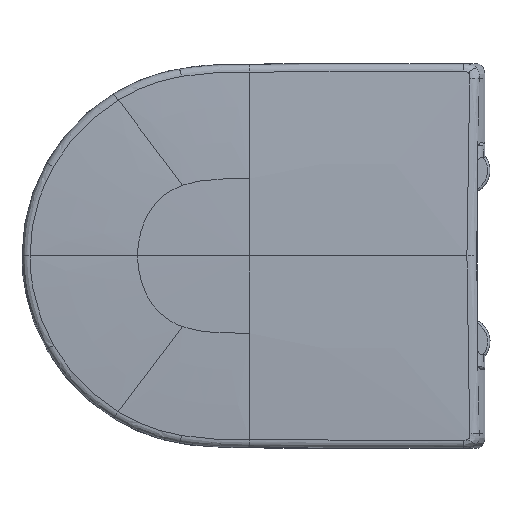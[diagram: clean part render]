
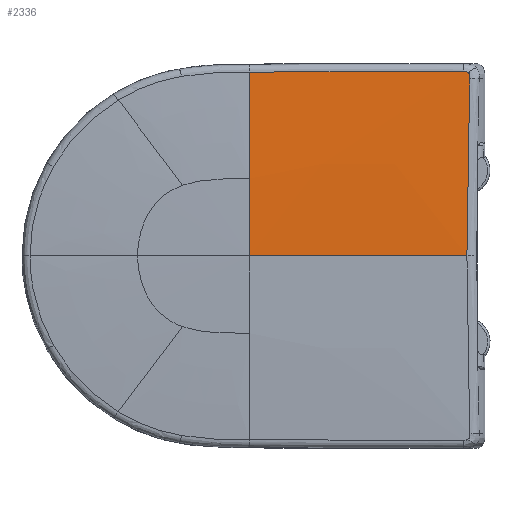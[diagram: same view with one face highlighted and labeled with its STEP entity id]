
A CAD part, top view. The second image highlights one B-rep face of the part: STEP entity #2336.
In plain terms, the highlighted free-form (B-spline) face has degree [3, 2] with [4, 3] control points.
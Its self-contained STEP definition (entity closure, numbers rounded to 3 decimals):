
#416=B_SPLINE_SURFACE_WITH_KNOTS('',3,2,((#34996,#34997,#34998),(#34999,
#35000,#35001),(#35002,#35003,#35004),(#35005,#35006,#35007)),
 .UNSPECIFIED.,.F.,.F.,.F.,(4,4),(3,3),(0.,1.),(0.,1.),.UNSPECIFIED.);
#1154=FACE_OUTER_BOUND('',#2960,.T.);
#1692=(
BOUNDED_CURVE()
B_SPLINE_CURVE(2,(#30640,#30641,#30642),.UNSPECIFIED.,.F.,.F.)
B_SPLINE_CURVE_WITH_KNOTS((3,3),(0.,1.),.UNSPECIFIED.)
CURVE()
GEOMETRIC_REPRESENTATION_ITEM()
RATIONAL_B_SPLINE_CURVE((1.,1.,1.))
REPRESENTATION_ITEM('')
);
#1738=(
BOUNDED_CURVE()
B_SPLINE_CURVE(3,(#34008,#34009,#34010,#34011,#34012,#34013,#34014,#34015,
#34016,#34017,#34018,#34019,#34020,#34021,#34022,#34023,#34024,#34025,#34026,
#34027),.UNSPECIFIED.,.F.,.F.)
B_SPLINE_CURVE_WITH_KNOTS((4,1,2,1,3,3,3,3,4),(0.,0.191,0.212,
0.215,0.242,0.485,0.727,
0.99,1.),.UNSPECIFIED.)
CURVE()
GEOMETRIC_REPRESENTATION_ITEM()
RATIONAL_B_SPLINE_CURVE((1.,1.,1.,1.,1.,1.001,1.001,
1.,1.01,1.01,1.,0.999,0.999,
1.,0.996,0.996,1.,1.,1.,
1.))
REPRESENTATION_ITEM('')
);
#1750=(
BOUNDED_CURVE()
B_SPLINE_CURVE(3,(#34768,#34769,#34770,#34771,#34772,#34773,#34774,#34775,
#34776,#34777,#34778,#34779,#34780,#34781,#34782,#34783,#34784,#34785,#34786),
 .UNSPECIFIED.,.F.,.F.)
B_SPLINE_CURVE_WITH_KNOTS((4,3,3,3,3,3,4),(0.,0.232,0.495,
0.737,0.783,0.829,1.),.UNSPECIFIED.)
CURVE()
GEOMETRIC_REPRESENTATION_ITEM()
RATIONAL_B_SPLINE_CURVE((1.,0.996,0.997,
1.,0.999,0.999,1.,1.008,1.008,
1.,1.002,1.002,1.,1.,1.,1.,1.136,1.136,
1.))
REPRESENTATION_ITEM('')
);
#1752=(
BOUNDED_CURVE()
B_SPLINE_CURVE(3,(#34992,#34993,#34994,#34995),.UNSPECIFIED.,.F.,.F.)
B_SPLINE_CURVE_WITH_KNOTS((4,4),(0.,1.),.UNSPECIFIED.)
CURVE()
GEOMETRIC_REPRESENTATION_ITEM()
RATIONAL_B_SPLINE_CURVE((1.,1.,1.,1.))
REPRESENTATION_ITEM('')
);
#2336=ADVANCED_FACE('trim region',(#1154),#416,.F.);
#2960=EDGE_LOOP('',(#5132,#5133,#5134,#5135,#5136,#5137,#5138));
#5132=ORIENTED_EDGE('',*,*,#7758,.F.);
#5133=ORIENTED_EDGE('',*,*,#7753,.F.);
#5134=ORIENTED_EDGE('',*,*,#7720,.F.);
#5135=ORIENTED_EDGE('',*,*,#7724,.F.);
#5136=ORIENTED_EDGE('',*,*,#7747,.F.);
#5137=ORIENTED_EDGE('',*,*,#7585,.F.);
#5138=ORIENTED_EDGE('',*,*,#7759,.F.);
#6419=VERTEX_POINT('',#30638);
#6421=VERTEX_POINT('',#30643);
#6509=VERTEX_POINT('',#34007);
#6510=VERTEX_POINT('',#34028);
#6512=VERTEX_POINT('',#34191);
#6526=VERTEX_POINT('',#34787);
#6527=VERTEX_POINT('',#34877);
#7585=EDGE_CURVE('Edge Curve',#6419,#6421,#1692,.T.);
#7720=EDGE_CURVE('Edge Curve',#6509,#6510,#1738,.T.);
#7724=EDGE_CURVE('Edge Curve',#6512,#6509,#8613,.T.);
#7747=EDGE_CURVE('Edge Curve',#6421,#6512,#8630,.T.);
#7753=EDGE_CURVE('Edge Curve',#6510,#6526,#1750,.T.);
#7758=EDGE_CURVE('Edge Curve',#6526,#6527,#8635,.T.);
#7759=EDGE_CURVE('',#6527,#6419,#1752,.T.);
#8613=B_SPLINE_CURVE_WITH_KNOTS('',5,(#34192,#34193,#34194,#34195,#34196,
#34197),.UNSPECIFIED.,.F.,.F.,(6,6),(0.,1.),.UNSPECIFIED.);
#8630=B_SPLINE_CURVE_WITH_KNOTS('',3,(#34626,#34627,#34628,#34629),
 .UNSPECIFIED.,.F.,.F.,(4,4),(0.,1.),.UNSPECIFIED.);
#8635=B_SPLINE_CURVE_WITH_KNOTS('',5,(#34889,#34890,#34891,#34892,#34893,
#34894),.UNSPECIFIED.,.F.,.F.,(6,6),(0.,1.),.UNSPECIFIED.);
#30638=CARTESIAN_POINT('',(-218.605,0.,23.417));
#30640=CARTESIAN_POINT('',(-218.605,0.,23.417));
#30641=CARTESIAN_POINT('',(-218.605,37.803,23.417));
#30642=CARTESIAN_POINT('',(-218.602,75.551,22.446));
#30643=CARTESIAN_POINT('',(-218.602,75.551,22.446));
#34007=CARTESIAN_POINT('',(-9.875,180.053,17.795));
#34008=CARTESIAN_POINT('',(-9.875,180.053,17.795));
#34009=CARTESIAN_POINT('',(-9.493,180.052,17.794));
#34010=CARTESIAN_POINT('',(-9.07,180.051,17.794));
#34011=CARTESIAN_POINT('',(-8.646,180.033,17.794));
#34012=CARTESIAN_POINT('',(-8.598,180.031,17.794));
#34013=CARTESIAN_POINT('',(-8.536,180.028,17.794));
#34014=CARTESIAN_POINT('',(-8.476,180.025,17.794));
#34015=CARTESIAN_POINT('',(-8.423,180.022,17.794));
#34016=CARTESIAN_POINT('',(-7.932,179.992,17.795));
#34017=CARTESIAN_POINT('',(-7.502,179.934,17.797));
#34018=CARTESIAN_POINT('',(-7.119,179.848,17.8));
#34019=CARTESIAN_POINT('',(-6.703,179.754,17.804));
#34020=CARTESIAN_POINT('',(-6.325,179.622,17.809));
#34021=CARTESIAN_POINT('',(-5.986,179.453,17.815));
#34022=CARTESIAN_POINT('',(-5.61,179.264,17.823));
#34023=CARTESIAN_POINT('',(-5.278,179.027,17.833));
#34024=CARTESIAN_POINT('',(-4.993,178.745,17.844));
#34025=CARTESIAN_POINT('',(-4.982,178.734,17.844));
#34026=CARTESIAN_POINT('',(-4.972,178.723,17.845));
#34027=CARTESIAN_POINT('',(-4.961,178.712,17.845));
#34028=CARTESIAN_POINT('',(-4.961,178.712,17.845));
#34191=CARTESIAN_POINT('',(-218.589,179.586,17.922));
#34192=CARTESIAN_POINT('',(-218.589,179.586,17.922));
#34193=CARTESIAN_POINT('',(-176.847,179.885,17.931));
#34194=CARTESIAN_POINT('',(-135.104,180.078,17.915));
#34195=CARTESIAN_POINT('',(-93.361,180.168,17.884));
#34196=CARTESIAN_POINT('',(-51.618,180.158,17.842));
#34197=CARTESIAN_POINT('',(-9.875,180.053,17.795));
#34626=CARTESIAN_POINT('',(-218.602,75.551,22.446));
#34627=CARTESIAN_POINT('',(-218.599,111.566,21.52));
#34628=CARTESIAN_POINT('',(-218.595,146.245,19.965));
#34629=CARTESIAN_POINT('',(-218.589,179.586,17.922));
#34768=CARTESIAN_POINT('',(-4.961,178.712,17.845));
#34769=CARTESIAN_POINT('',(-4.712,178.458,17.856));
#34770=CARTESIAN_POINT('',(-4.501,178.168,17.867));
#34771=CARTESIAN_POINT('',(-4.329,177.845,17.881));
#34772=CARTESIAN_POINT('',(-4.139,177.488,17.895));
#34773=CARTESIAN_POINT('',(-3.996,177.087,17.912));
#34774=CARTESIAN_POINT('',(-3.9,176.643,17.93));
#34775=CARTESIAN_POINT('',(-3.818,176.264,17.945));
#34776=CARTESIAN_POINT('',(-3.768,175.841,17.963));
#34777=CARTESIAN_POINT('',(-3.748,175.362,17.982));
#34778=CARTESIAN_POINT('',(-3.744,175.278,17.986));
#34779=CARTESIAN_POINT('',(-3.742,175.191,17.989));
#34780=CARTESIAN_POINT('',(-3.74,175.1,17.993));
#34781=CARTESIAN_POINT('',(-3.739,175.013,17.997));
#34782=CARTESIAN_POINT('',(-3.738,174.926,18.));
#34783=CARTESIAN_POINT('',(-3.738,174.839,18.004));
#34784=CARTESIAN_POINT('',(-3.737,174.59,18.014));
#34785=CARTESIAN_POINT('',(-3.743,174.289,18.026));
#34786=CARTESIAN_POINT('',(-3.756,173.812,18.046));
#34787=CARTESIAN_POINT('',(-3.756,173.812,18.046));
#34877=CARTESIAN_POINT('',(-6.493,0.,21.642));
#34889=CARTESIAN_POINT('',(-3.756,173.812,18.046));
#34890=CARTESIAN_POINT('',(-4.741,139.077,19.462));
#34891=CARTESIAN_POINT('',(-5.579,104.324,20.544));
#34892=CARTESIAN_POINT('',(-6.185,69.556,21.275));
#34893=CARTESIAN_POINT('',(-6.493,34.778,21.642));
#34894=CARTESIAN_POINT('',(-6.493,0.,21.642));
#34992=CARTESIAN_POINT('',(-6.493,0.,21.642));
#34993=CARTESIAN_POINT('',(-80.751,0.,22.752));
#34994=CARTESIAN_POINT('',(-149.442,0.,23.654));
#34995=CARTESIAN_POINT('',(-218.605,0.,23.417));
#34996=CARTESIAN_POINT('',(-2.259,0.,21.579));
#34997=CARTESIAN_POINT('',(-2.259,90.136,21.579));
#34998=CARTESIAN_POINT('',(-2.441,181.164,17.739));
#34999=CARTESIAN_POINT('',(-78.144,0.,22.717));
#35000=CARTESIAN_POINT('',(-78.144,90.171,22.717));
#35001=CARTESIAN_POINT('',(-74.726,181.319,17.81));
#35002=CARTESIAN_POINT('',(-148.13,0.,23.658));
#35003=CARTESIAN_POINT('',(-148.13,90.294,23.658));
#35004=CARTESIAN_POINT('',(-146.642,181.166,17.869));
#35005=CARTESIAN_POINT('',(-218.605,0.,23.417));
#35006=CARTESIAN_POINT('',(-218.605,90.507,23.417));
#35007=CARTESIAN_POINT('',(-218.589,180.703,17.854));
